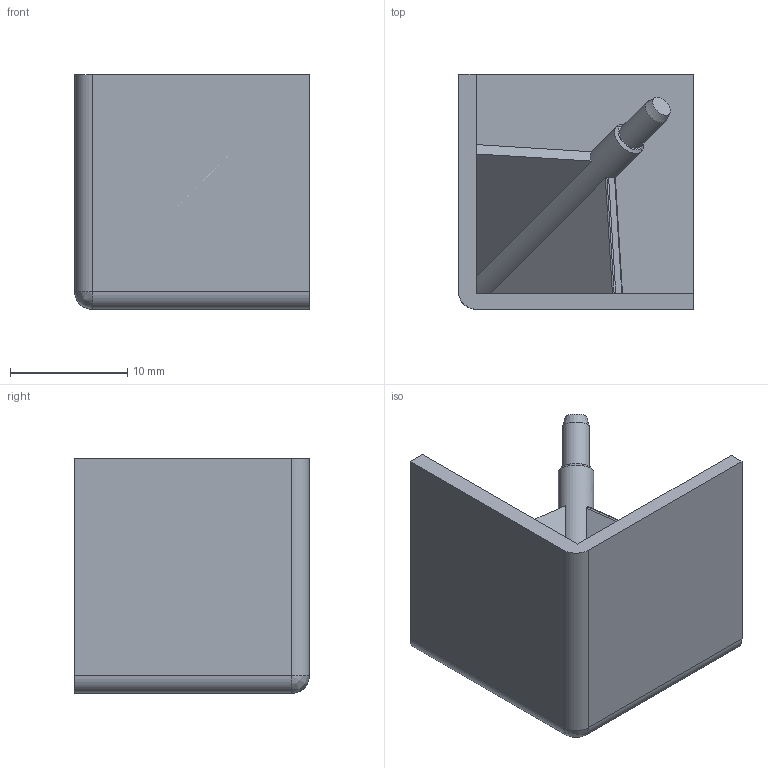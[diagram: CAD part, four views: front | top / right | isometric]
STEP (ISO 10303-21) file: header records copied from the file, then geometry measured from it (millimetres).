
FILE_DESCRIPTION (( 'STEP AP203' ), '1' );
FILE_NAME ('462548720_c_1.STEP', '2023-03-19T00:42:43', ( '' ), ( '' ), 'SwSTEP 2.0', 'SolidWorks 2014', '' );
FILE_SCHEMA (( 'CONFIG_CONTROL_DESIGN' ));
Length unit declared in the file: millimetre
Products named in the file (1): 462548720_c_1
Bounding box: 20 x 20 x 20 mm (x, y, z)
Volume: 1922 mm3; surface area: 2952 mm2
Topology: 1 solids, 1 shells, 37 faces, 96 edges, 61 vertices
Faces by surface type: plane 20, cylinder 12, cone 4, bspline 1
Entity records: 1212 total; most frequent: CARTESIAN_POINT 290, ORIENTED_EDGE 190, DIRECTION 160, EDGE_CURVE 95, VERTEX_POINT 61, LINE 54, VECTOR 54, AXIS2_PLACEMENT_3D 53
